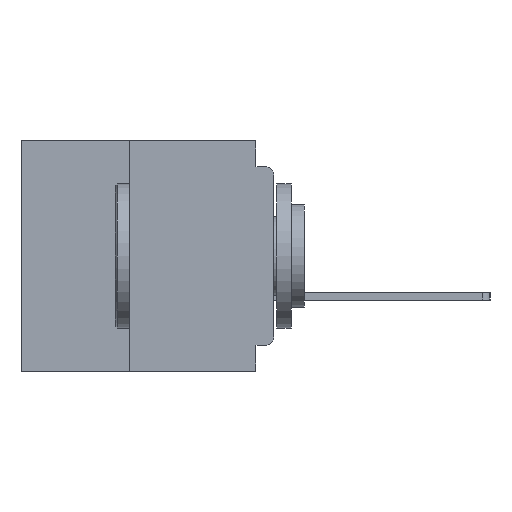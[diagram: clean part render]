
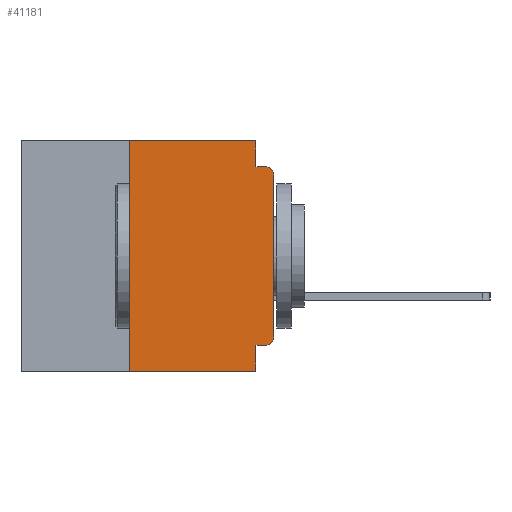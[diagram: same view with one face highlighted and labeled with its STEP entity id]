
A CAD part, left-side view. The second image highlights one B-rep face of the part: STEP entity #41181.
In plain terms, the highlighted planar face has unit normal (-1, 0, 0).
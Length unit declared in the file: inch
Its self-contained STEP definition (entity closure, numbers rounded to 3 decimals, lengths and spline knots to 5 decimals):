
#302 = VERTEX_POINT ( 'NONE', #22450 ) ;
#793 = EDGE_CURVE ( 'NONE', #31270, #5667, #35940, .T. ) ;
#810 = VERTEX_POINT ( 'NONE', #20528 ) ;
#916 = ORIENTED_EDGE ( 'NONE', *, *, #39645, .F. ) ;
#1008 = PLANE ( 'NONE',  #3847 ) ;
#1550 = CARTESIAN_POINT ( 'NONE',  ( 0., 0., -0.06 ) ) ;
#1842 = CARTESIAN_POINT ( 'NONE',  ( 0., 0.015, -0.045 ) ) ;
#1921 = DIRECTION ( 'NONE',  ( 0., 0., 1. ) ) ;
#2129 = CARTESIAN_POINT ( 'NONE',  ( 0., 0., -0.34 ) ) ;
#2742 = CARTESIAN_POINT ( 'NONE',  ( 0., 0.015, -0.06 ) ) ;
#2808 = CARTESIAN_POINT ( 'NONE',  ( 0., 0., 0. ) ) ;
#3791 = CARTESIAN_POINT ( 'NONE',  ( 0., 0., -0.355 ) ) ;
#3847 = AXIS2_PLACEMENT_3D ( 'NONE', #17407, #36634, #4315 ) ;
#4315 = DIRECTION ( 'NONE',  ( 0., 0., -1. ) ) ;
#4743 = VERTEX_POINT ( 'NONE', #28008 ) ;
#4751 = LINE ( 'NONE', #23213, #12475 ) ;
#5388 = LINE ( 'NONE', #9248, #10016 ) ;
#5667 = VERTEX_POINT ( 'NONE', #1550 ) ;
#6006 = DIRECTION ( 'NONE',  ( 0., 0., -1. ) ) ;
#6603 = ORIENTED_EDGE ( 'NONE', *, *, #37013, .T. ) ;
#6891 = AXIS2_PLACEMENT_3D ( 'NONE', #38764, #19469, #42018 ) ;
#7067 = DIRECTION ( 'NONE',  ( 0., 1., 0. ) ) ;
#9248 = CARTESIAN_POINT ( 'NONE',  ( 0., 0., -0.045 ) ) ;
#9447 = CARTESIAN_POINT ( 'NONE',  ( 0., 0.25, -0.4 ) ) ;
#9556 = LINE ( 'NONE', #9447, #25906 ) ;
#10016 = VECTOR ( 'NONE', #28762, 39.37008 ) ;
#10368 = CIRCLE ( 'NONE', #35105, 0.015 ) ;
#10724 = VERTEX_POINT ( 'NONE', #34245 ) ;
#11023 = VECTOR ( 'NONE', #1921, 39.37008 ) ;
#11090 = CARTESIAN_POINT ( 'NONE',  ( 0., 0.015, -0.355 ) ) ;
#11773 = EDGE_CURVE ( 'NONE', #810, #39296, #4751, .T. ) ;
#11887 = VECTOR ( 'NONE', #7067, 39.37008 ) ;
#12244 = VECTOR ( 'NONE', #40713, 39.37008 ) ;
#12454 = EDGE_CURVE ( 'NONE', #32346, #810, #37776, .T. ) ;
#12475 = VECTOR ( 'NONE', #36177, 39.37008 ) ;
#12792 = DIRECTION ( 'NONE',  ( 0., 0., 1. ) ) ;
#13722 = VECTOR ( 'NONE', #26380, 39.37008 ) ;
#15262 = ORIENTED_EDGE ( 'NONE', *, *, #22604, .T. ) ;
#15614 = LINE ( 'NONE', #27154, #40410 ) ;
#15700 = ORIENTED_EDGE ( 'NONE', *, *, #11773, .F. ) ;
#16336 = ORIENTED_EDGE ( 'NONE', *, *, #31530, .F. ) ;
#17407 = CARTESIAN_POINT ( 'NONE',  ( 0., 0.437, 0. ) ) ;
#19453 = ORIENTED_EDGE ( 'NONE', *, *, #40252, .F. ) ;
#19469 = DIRECTION ( 'NONE',  ( -1., 0., 0. ) ) ;
#20273 = CARTESIAN_POINT ( 'NONE',  ( 0., 0.25, -0.4 ) ) ;
#20528 = CARTESIAN_POINT ( 'NONE',  ( 0., 0.031, -0.355 ) ) ;
#20547 = ORIENTED_EDGE ( 'NONE', *, *, #25431, .T. ) ;
#20661 = ORIENTED_EDGE ( 'NONE', *, *, #12454, .F. ) ;
#21018 = LINE ( 'NONE', #27735, #12244 ) ;
#22450 = CARTESIAN_POINT ( 'NONE',  ( 0., 0.031, -0.045 ) ) ;
#22604 = EDGE_CURVE ( 'NONE', #32346, #31270, #42106, .T. ) ;
#23213 = CARTESIAN_POINT ( 'NONE',  ( 0., 0.031, -0.4 ) ) ;
#23948 = DIRECTION ( 'NONE',  ( 0., 0., -1. ) ) ;
#24102 = CARTESIAN_POINT ( 'NONE',  ( 0., 0.031, -0.4 ) ) ;
#24437 = LINE ( 'NONE', #32902, #13722 ) ;
#25431 = EDGE_CURVE ( 'NONE', #5667, #35993, #10368, .T. ) ;
#25618 = DIRECTION ( 'NONE',  ( -1., 0., 0. ) ) ;
#25906 = VECTOR ( 'NONE', #12792, 39.37008 ) ;
#26074 = ORIENTED_EDGE ( 'NONE', *, *, #793, .T. ) ;
#26380 = DIRECTION ( 'NONE',  ( 0., -1., 0. ) ) ;
#26874 = EDGE_LOOP ( 'NONE', ( #26074, #20547, #19453, #27525, #16336, #916, #6603, #15700, #20661, #15262 ) ) ;
#27154 = CARTESIAN_POINT ( 'NONE',  ( 0., 0.031, 0. ) ) ;
#27525 = ORIENTED_EDGE ( 'NONE', *, *, #41188, .F. ) ;
#27735 = CARTESIAN_POINT ( 'NONE',  ( 0., 0.437, -0.4 ) ) ;
#28008 = CARTESIAN_POINT ( 'NONE',  ( 0., 0.25, 0. ) ) ;
#28762 = DIRECTION ( 'NONE',  ( 0., -1., 0. ) ) ;
#31270 = VERTEX_POINT ( 'NONE', #2129 ) ;
#31530 = EDGE_CURVE ( 'NONE', #4743, #10724, #24437, .T. ) ;
#32346 = VERTEX_POINT ( 'NONE', #11090 ) ;
#32902 = CARTESIAN_POINT ( 'NONE',  ( 0., 0.437, 0. ) ) ;
#34245 = CARTESIAN_POINT ( 'NONE',  ( 0., 0.031, 0. ) ) ;
#35105 = AXIS2_PLACEMENT_3D ( 'NONE', #2742, #25618, #6006 ) ;
#35940 = LINE ( 'NONE', #2808, #11023 ) ;
#35993 = VERTEX_POINT ( 'NONE', #1842 ) ;
#36177 = DIRECTION ( 'NONE',  ( 0., 0., -1. ) ) ;
#36634 = DIRECTION ( 'NONE',  ( 1., 0., 0. ) ) ;
#37013 = EDGE_CURVE ( 'NONE', #41600, #39296, #21018, .T. ) ;
#37776 = LINE ( 'NONE', #3791, #11887 ) ;
#38764 = CARTESIAN_POINT ( 'NONE',  ( 0., 0.015, -0.34 ) ) ;
#39296 = VERTEX_POINT ( 'NONE', #24102 ) ;
#39645 = EDGE_CURVE ( 'NONE', #41600, #4743, #9556, .T. ) ;
#40252 = EDGE_CURVE ( 'NONE', #302, #35993, #5388, .T. ) ;
#40410 = VECTOR ( 'NONE', #23948, 39.37008 ) ;
#40713 = DIRECTION ( 'NONE',  ( 0., -1., 0. ) ) ;
#41181 = ADVANCED_FACE ( 'NONE', ( #41425 ), #1008, .F. ) ;
#41188 = EDGE_CURVE ( 'NONE', #10724, #302, #15614, .T. ) ;
#41425 = FACE_OUTER_BOUND ( 'NONE', #26874, .T. ) ;
#41600 = VERTEX_POINT ( 'NONE', #20273 ) ;
#42018 = DIRECTION ( 'NONE',  ( 0., 0., -1. ) ) ;
#42106 = CIRCLE ( 'NONE', #6891, 0.015 ) ;
